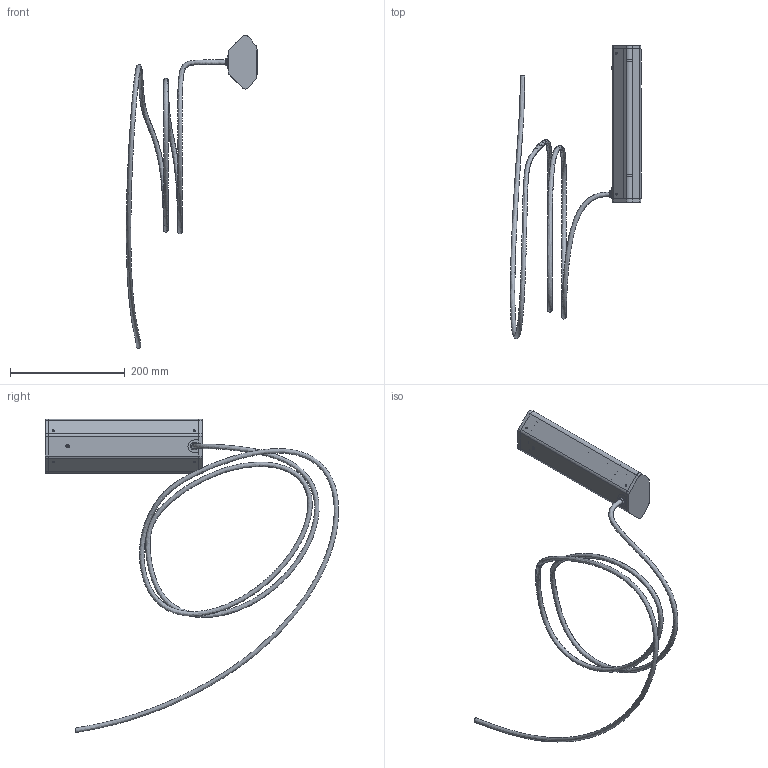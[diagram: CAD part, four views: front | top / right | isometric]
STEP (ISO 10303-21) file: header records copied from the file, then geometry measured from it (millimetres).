
FILE_DESCRIPTION(/* description */ (''),/* implementation_level */ '2;1');
FILE_NAME(/* name */ 'AE-PBKT3S2U-80.stp',/* time_stamp */ '2022-02-04T17:08:27+01:00',/* author */ ('SławomirO'),/* organization */ (''),/* preprocessor_version */ 'ST-DEVELOPER v18.1',/* originating_system */ 'Autodesk Inventor 2021',/* authorisation */ '');
FILE_SCHEMA (('AUTOMOTIVE_DESIGN { 1 0 10303 214 3 1 1 }'));
Length unit declared in the file: millimetre
Products named in the file (1): PBKT3S2U - ae-PBKT3S2U-80
Bounding box: 229.38 x 512.11 x 546.81 mm (x, y, z)
Volume: 407045.8 mm3; surface area: 258278.1 mm2
Topology: 14 solids, 14 shells, 730 faces, 1962 edges, 1303 vertices
Faces by surface type: plane 537, cylinder 125, bspline 65, sphere 2, torus 1
Full cylindrical faces by diameter (mm): 1.5 x1, 3 x2, 3.5 x4, 4.5 x2, 5.5 x6, 7 x2, 8 x1, 13 x1, 38 x3
Entity records: 24640 total; most frequent: CARTESIAN_POINT 6326, ORIENTED_EDGE 3920, DIRECTION 3479, EDGE_CURVE 1960, LINE 1519, VECTOR 1519, VERTEX_POINT 1303, AXIS2_PLACEMENT_3D 980
